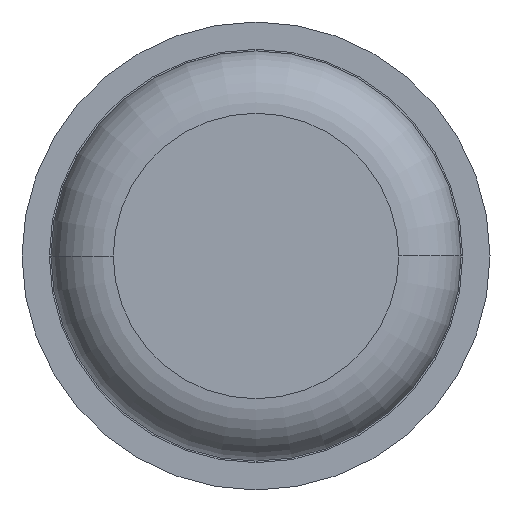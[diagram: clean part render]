
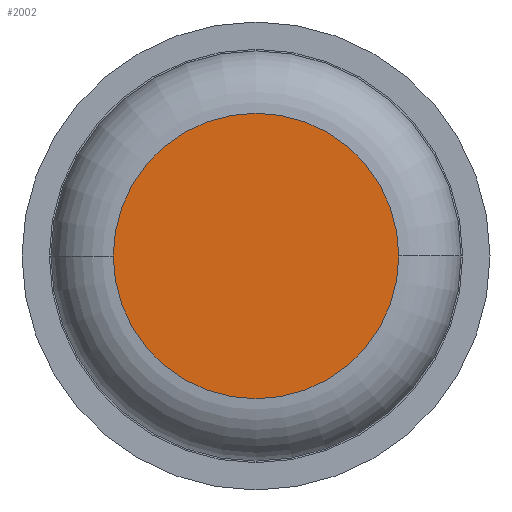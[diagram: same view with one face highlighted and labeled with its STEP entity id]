
A CAD part, front view. The second image highlights one B-rep face of the part: STEP entity #2002.
In plain terms, the highlighted planar face has unit normal (0, -1, 0).
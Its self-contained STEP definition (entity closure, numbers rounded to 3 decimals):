
#211 = CARTESIAN_POINT ( 'NONE',  ( -0.915, 0., 0. ) ) ;
#273 = CIRCLE ( 'NONE', #357, 0.915 ) ;
#357 = AXIS2_PLACEMENT_3D ( 'NONE', #2500, #1457, #1801 ) ;
#933 = DIRECTION ( 'NONE',  ( -1., 0., 0. ) ) ;
#1418 = AXIS2_PLACEMENT_3D ( 'NONE', #3409, #2333, #933 ) ;
#1457 = DIRECTION ( 'NONE',  ( 0., -1., 0. ) ) ;
#1801 = DIRECTION ( 'NONE',  ( -1., 0., 0. ) ) ;
#1991 = EDGE_LOOP ( 'NONE', ( #2971, #3097 ) ) ;
#2002 = ADVANCED_FACE ( 'Defeature ausgef�hrt1_6', ( #3026 ), #4123, .F. ) ;
#2190 = EDGE_CURVE ( 'Defeature ausgef�hrt1_6+Defeature ausgef�hrt1_7+Defeature ausgef�hrt1_7+Defeature ausgef�hrt1_7', #3641, #4415, #273, .T. ) ;
#2333 = DIRECTION ( 'NONE',  ( 0., 1., 0. ) ) ;
#2500 = CARTESIAN_POINT ( 'NONE',  ( 0., 0., 0. ) ) ;
#2543 = DIRECTION ( 'NONE',  ( 0., -1., 0. ) ) ;
#2658 = AXIS2_PLACEMENT_3D ( 'NONE', #3945, #2543, #2912 ) ;
#2912 = DIRECTION ( 'NONE',  ( -1., 0., 0. ) ) ;
#2971 = ORIENTED_EDGE ( 'NONE', *, *, #3993, .T. ) ;
#3026 = FACE_OUTER_BOUND ( 'NONE', #1991, .T. ) ;
#3097 = ORIENTED_EDGE ( 'NONE', *, *, #2190, .T. ) ;
#3126 = CIRCLE ( 'NONE', #2658, 0.915 ) ;
#3409 = CARTESIAN_POINT ( 'NONE',  ( 0., 0., 0. ) ) ;
#3641 = VERTEX_POINT ( 'NONE', #3739 ) ;
#3739 = CARTESIAN_POINT ( 'NONE',  ( 0.915, 0., 0. ) ) ;
#3945 = CARTESIAN_POINT ( 'NONE',  ( 0., 0., 0. ) ) ;
#3993 = EDGE_CURVE ( 'Defeature ausgef�hrt1_6+Defeature ausgef�hrt1_7+Defeature ausgef�hrt1_7+Defeature ausgef�hrt1_7', #4415, #3641, #3126, .T. ) ;
#4123 = PLANE ( 'NONE',  #1418 ) ;
#4415 = VERTEX_POINT ( 'NONE', #211 ) ;
